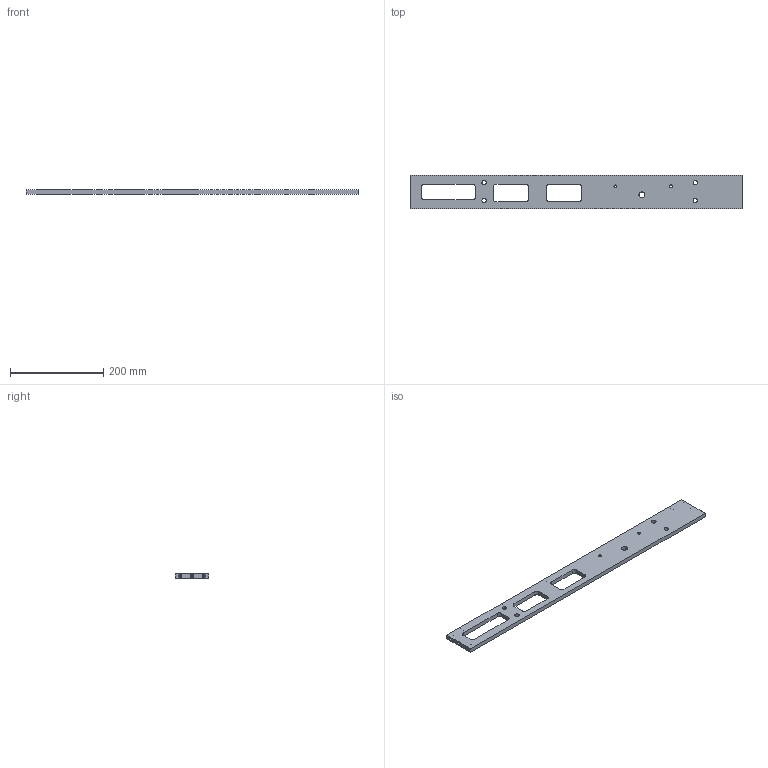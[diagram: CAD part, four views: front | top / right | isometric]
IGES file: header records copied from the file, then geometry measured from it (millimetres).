
Start section: SolidWorks IGES file using analytic representation for surfaces
Global section: file name: D1001163-v1 aLIGO OPTICS TABLE GUSSET PLATE, LARGE..IGS; native system: SolidWorks 2010; preprocessor: SolidWorks 2010; author: cconley; date: 110118.162817; units: inch
Bounding box: 713.38 x 71.44 x 9.53 mm (x, y, z)
Surface area: 109432.8 mm2 (no closed solid volume)
Topology: 0 solids, 0 shells, 140 faces, 2378 edges, 2354 vertices
Faces by surface type: revolution 110, bspline 30
